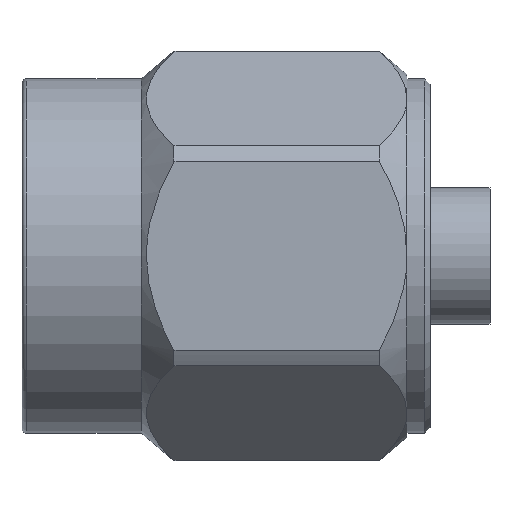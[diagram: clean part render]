
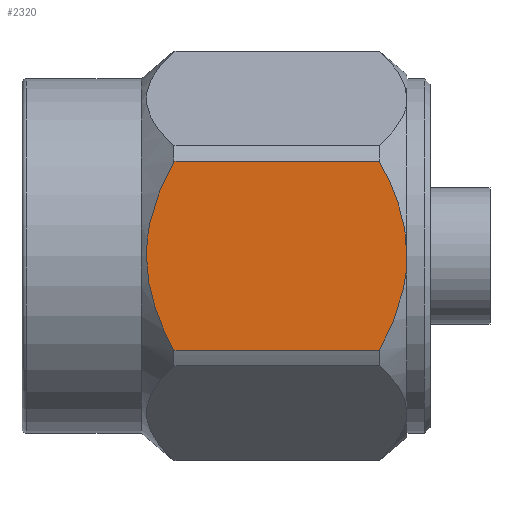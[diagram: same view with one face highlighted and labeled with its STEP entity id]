
A CAD part, top view. The second image highlights one B-rep face of the part: STEP entity #2320.
In plain terms, the highlighted planar face has unit normal (0, 0, 1).
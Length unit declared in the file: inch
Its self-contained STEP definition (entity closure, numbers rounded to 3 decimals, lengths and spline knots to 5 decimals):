
#70 = CARTESIAN_POINT ( 'NONE',  ( 0.13186, 0.08208, 0.15748 ) ) ;
#139 = DIRECTION ( 'NONE',  ( 0., -1., 0. ) ) ;
#154 = CARTESIAN_POINT ( 'NONE',  ( 0.33109, 0.02866, 0.15748 ) ) ;
#187 = ORIENTED_EDGE ( 'NONE', *, *, #2092, .T. ) ;
#191 = CARTESIAN_POINT ( 'NONE',  ( 0.31348, 0.0758, 0.15748 ) ) ;
#230 = CARTESIAN_POINT ( 'NONE',  ( 0.10789, 0.00701, 0.15748 ) ) ;
#248 = B_SPLINE_CURVE_WITH_KNOTS ( 'NONE', 3,
 ( #846, #500, #1065, #336, #489, #666, #1567, #823 ),
 .UNSPECIFIED., .F., .F.,
 ( 4, 2, 2, 4 ),
 ( 0.00996, 0.0105, 0.01104, 0.01213 ),
 .UNSPECIFIED. ) ;
#263 = CARTESIAN_POINT ( 'NONE',  ( 0.11077, 0.02851, 0.15748 ) ) ;
#315 = CARTESIAN_POINT ( 'NONE',  ( -0.05971, 0.09092, 0.15748 ) ) ;
#329 = CARTESIAN_POINT ( 'NONE',  ( 0.33338, 0.01449, 0.15748 ) ) ;
#336 = CARTESIAN_POINT ( 'NONE',  ( 0.32246, -0.05638, 0.15748 ) ) ;
#339 = VERTEX_POINT ( 'NONE', #511 ) ;
#397 = CARTESIAN_POINT ( 'NONE',  ( 0.11947, -0.05646, 0.15748 ) ) ;
#404 = ORIENTED_EDGE ( 'NONE', *, *, #1971, .T. ) ;
#421 = CARTESIAN_POINT ( 'NONE',  ( 0.3167, 0.0694, 0.15748 ) ) ;
#443 = CARTESIAN_POINT ( 'NONE',  ( 0.11934, 0.05615, 0.15748 ) ) ;
#480 = VERTEX_POINT ( 'NONE', #1760 ) ;
#489 = CARTESIAN_POINT ( 'NONE',  ( 0.32507, -0.04957, 0.15748 ) ) ;
#500 = CARTESIAN_POINT ( 'NONE',  ( 0.31345, -0.07586, 0.15748 ) ) ;
#508 = CARTESIAN_POINT ( 'NONE',  ( 0.33399, 0., 0.15748 ) ) ;
#511 = CARTESIAN_POINT ( 'NONE',  ( 0.13186, 0.08208, 0.15748 ) ) ;
#579 = CARTESIAN_POINT ( 'NONE',  ( 0.1284, 0.07579, 0.15748 ) ) ;
#598 = CARTESIAN_POINT ( 'NONE',  ( 0.31003, 0.08208, 0.15748 ) ) ;
#647 = ORIENTED_EDGE ( 'NONE', *, *, #1594, .T. ) ;
#666 = CARTESIAN_POINT ( 'NONE',  ( 0.33155, -0.02876, 0.15748 ) ) ;
#673 = DIRECTION ( 'NONE',  ( 1., 0., 0. ) ) ;
#696 = VERTEX_POINT ( 'NONE', #1944 ) ;
#764 = CARTESIAN_POINT ( 'NONE',  ( 0.11686, -0.04969, 0.15748 ) ) ;
#812 = EDGE_CURVE ( 'NONE', #480, #813, #2287, .T. ) ;
#813 = VERTEX_POINT ( 'NONE', #1613 ) ;
#823 = CARTESIAN_POINT ( 'NONE',  ( 0.33399, 0., 0.15748 ) ) ;
#837 = EDGE_CURVE ( 'NONE', #696, #850, #869, .T. ) ;
#846 = CARTESIAN_POINT ( 'NONE',  ( 0.31003, -0.08208, 0.15748 ) ) ;
#850 = VERTEX_POINT ( 'NONE', #2240 ) ;
#869 = B_SPLINE_CURVE_WITH_KNOTS ( 'NONE', 3,
 ( #508, #1036, #329, #154, #2210, #1095, #1867, #421, #191, #598 ),
 .UNSPECIFIED., .F., .F.,
 ( 4, 2, 2, 2, 4 ),
 ( 0.01213, 0.01267, 0.01321, 0.01375, 0.01429 ),
 .UNSPECIFIED. ) ;
#955 = CARTESIAN_POINT ( 'NONE',  ( 0.10793, -0.01477, 0.15748 ) ) ;
#1036 = CARTESIAN_POINT ( 'NONE',  ( 0.33399, 0.00725, 0.15748 ) ) ;
#1047 = DIRECTION ( 'NONE',  ( 0., 0., 1. ) ) ;
#1065 = CARTESIAN_POINT ( 'NONE',  ( 0.31665, -0.06949, 0.15748 ) ) ;
#1095 = CARTESIAN_POINT ( 'NONE',  ( 0.32512, 0.04942, 0.15748 ) ) ;
#1120 = CARTESIAN_POINT ( 'NONE',  ( 0.12525, -0.06953, 0.15748 ) ) ;
#1152 = B_SPLINE_CURVE_WITH_KNOTS ( 'NONE', 3,
 ( #70, #579, #1509, #443, #1294, #1880, #263, #1696, #230, #955, #2011, #764, #397, #1120, #1833, #2022 ),
 .UNSPECIFIED., .F., .F.,
 ( 4, 2, 2, 2, 2, 2, 2, 4 ),
 ( 0.01139, 0.01193, 0.01248, 0.01302, 0.01357, 0.01466, 0.0152, 0.01575 ),
 .UNSPECIFIED. ) ;
#1171 = ORIENTED_EDGE ( 'NONE', *, *, #837, .T. ) ;
#1218 = PLANE ( 'NONE',  #1275 ) ;
#1275 = AXIS2_PLACEMENT_3D ( 'NONE', #315, #1047, #139 ) ;
#1294 = CARTESIAN_POINT ( 'NONE',  ( 0.11673, 0.04932, 0.15748 ) ) ;
#1323 = VECTOR ( 'NONE', #2056, 39.37008 ) ;
#1480 = CARTESIAN_POINT ( 'NONE',  ( 0., 0.08208, 0.15748 ) ) ;
#1509 = CARTESIAN_POINT ( 'NONE',  ( 0.12517, 0.06936, 0.15748 ) ) ;
#1567 = CARTESIAN_POINT ( 'NONE',  ( 0.33399, -0.01458, 0.15748 ) ) ;
#1594 = EDGE_CURVE ( 'NONE', #813, #696, #248, .T. ) ;
#1613 = CARTESIAN_POINT ( 'NONE',  ( 0.31003, -0.08208, 0.15748 ) ) ;
#1683 = LINE ( 'NONE', #1480, #1323 ) ;
#1685 = VECTOR ( 'NONE', #673, 39.37008 ) ;
#1696 = CARTESIAN_POINT ( 'NONE',  ( 0.10849, 0.01429, 0.15748 ) ) ;
#1760 = CARTESIAN_POINT ( 'NONE',  ( 0.13186, -0.08208, 0.15748 ) ) ;
#1818 = ORIENTED_EDGE ( 'NONE', *, *, #812, .T. ) ;
#1833 = CARTESIAN_POINT ( 'NONE',  ( 0.12845, -0.07587, 0.15748 ) ) ;
#1867 = CARTESIAN_POINT ( 'NONE',  ( 0.32252, 0.05623, 0.15748 ) ) ;
#1880 = CARTESIAN_POINT ( 'NONE',  ( 0.11245, 0.03551, 0.15748 ) ) ;
#1889 = FACE_OUTER_BOUND ( 'NONE', #2150, .T. ) ;
#1944 = CARTESIAN_POINT ( 'NONE',  ( 0.33399, 0., 0.15748 ) ) ;
#1971 = EDGE_CURVE ( 'NONE', #850, #339, #1683, .T. ) ;
#2011 = CARTESIAN_POINT ( 'NONE',  ( 0.11037, -0.02891, 0.15748 ) ) ;
#2022 = CARTESIAN_POINT ( 'NONE',  ( 0.13186, -0.08208, 0.15748 ) ) ;
#2056 = DIRECTION ( 'NONE',  ( -1., 0., 0. ) ) ;
#2092 = EDGE_CURVE ( 'NONE', #339, #480, #1152, .T. ) ;
#2150 = EDGE_LOOP ( 'NONE', ( #1818, #647, #1171, #404, #187 ) ) ;
#2164 = CARTESIAN_POINT ( 'NONE',  ( 0., -0.08208, 0.15748 ) ) ;
#2210 = CARTESIAN_POINT ( 'NONE',  ( 0.3294, 0.03564, 0.15748 ) ) ;
#2240 = CARTESIAN_POINT ( 'NONE',  ( 0.31003, 0.08208, 0.15748 ) ) ;
#2287 = LINE ( 'NONE', #2164, #1685 ) ;
#2320 = ADVANCED_FACE ( 'NONE', ( #1889 ), #1218, .T. ) ;
